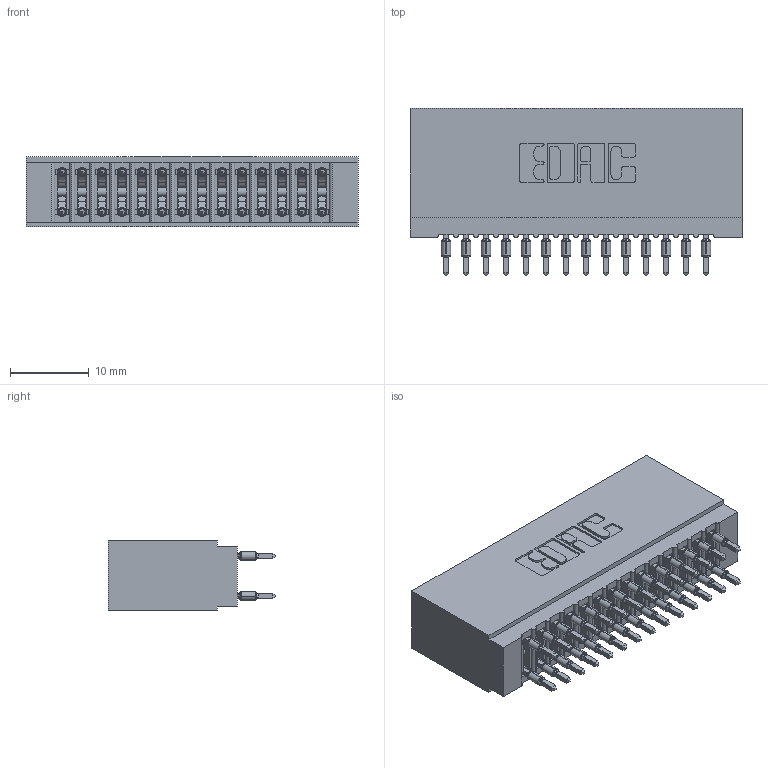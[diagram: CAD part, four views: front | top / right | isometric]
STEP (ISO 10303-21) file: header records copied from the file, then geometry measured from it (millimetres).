
FILE_DESCRIPTION (( 'STEP AP203' ), '1' );
FILE_NAME ('745-028-525-201.STEP', '2026-02-26T16:46:38', ( '' ), ( '' ), 'SwSTEP 2.0', 'SolidWorks 2023', '' );
FILE_SCHEMA (( 'CONFIG_CONTROL_DESIGN' ));
Length unit declared in the file: millimetre
Products named in the file (3): 745 Part_Insulator Option - 01; 745-028-525-201; 745-292-001_525
Assembly tree (29 placements, depth 2):
  745-028-525-201
    745 Part_Insulator Option - 01
    745-292-001_525  x28
Bounding box: 42.16 x 21.22 x 8.89 mm (x, y, z)
Volume: 3959.2 mm3; surface area: 7374 mm2
Topology: 29 solids, 29 shells, 2601 faces, 6992 edges, 4400 vertices
Faces by surface type: plane 1343, bspline 560, cylinder 530, torus 168
Entity records: 27392 total; most frequent: CARTESIAN_POINT 5263, ORIENTED_EDGE 4642, DIRECTION 4079, EDGE_CURVE 2321, VECTOR 2055, LINE 2055, VERTEX_POINT 1484, AXIS2_PLACEMENT_3D 1012
